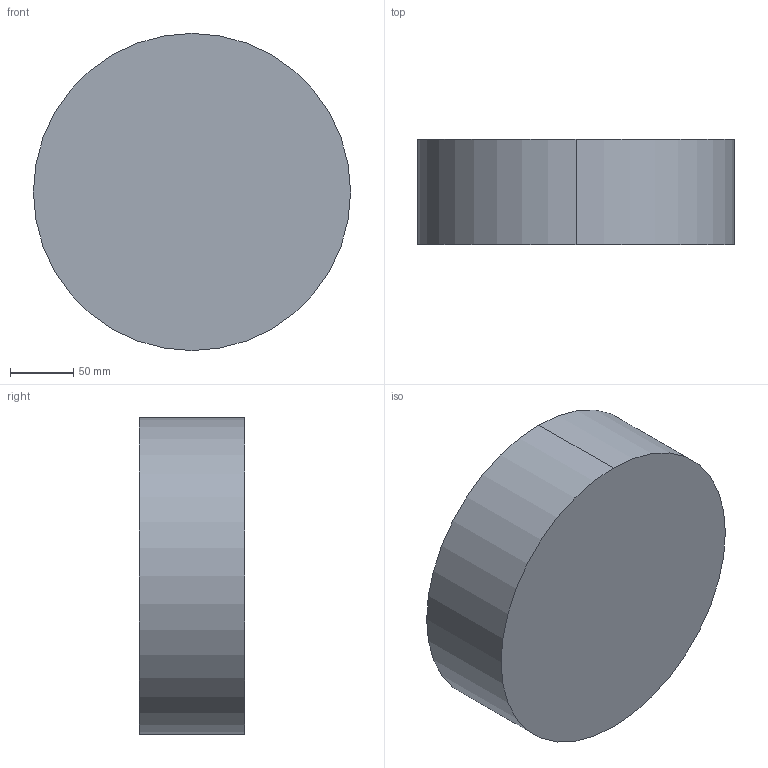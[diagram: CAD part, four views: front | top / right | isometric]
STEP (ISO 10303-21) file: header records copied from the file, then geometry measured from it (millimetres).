
FILE_DESCRIPTION (( 'STEP AP203' ), '1' );
FILE_NAME ('ÌÒ-119 Èçäåëèå - Ïîëóôîðìà 1.STEP', '2016-10-07T04:06:16', ( '' ), ( '' ), 'SwSTEP 2.0', 'SolidWorks 2013', '' );
FILE_SCHEMA (( 'CONFIG_CONTROL_DESIGN' ));
Length unit declared in the file: millimetre
Products named in the file (1): ÌÒ-119 Èçäåëèå - Ïîëóôîðìà 1
Bounding box: 250 x 83 x 250 mm (x, y, z)
Volume: 3420537 mm3; surface area: 217639 mm2
Topology: 1 solids, 1 shells, 74 faces, 207 edges, 138 vertices
Faces by surface type: plane 47, cylinder 19, torus 6, cone 2
Entity records: 2904 total; most frequent: CARTESIAN_POINT 912, ORIENTED_EDGE 414, DIRECTION 401, EDGE_CURVE 207, AXIS2_PLACEMENT_3D 151, VERTEX_POINT 138, LINE 99, VECTOR 99
